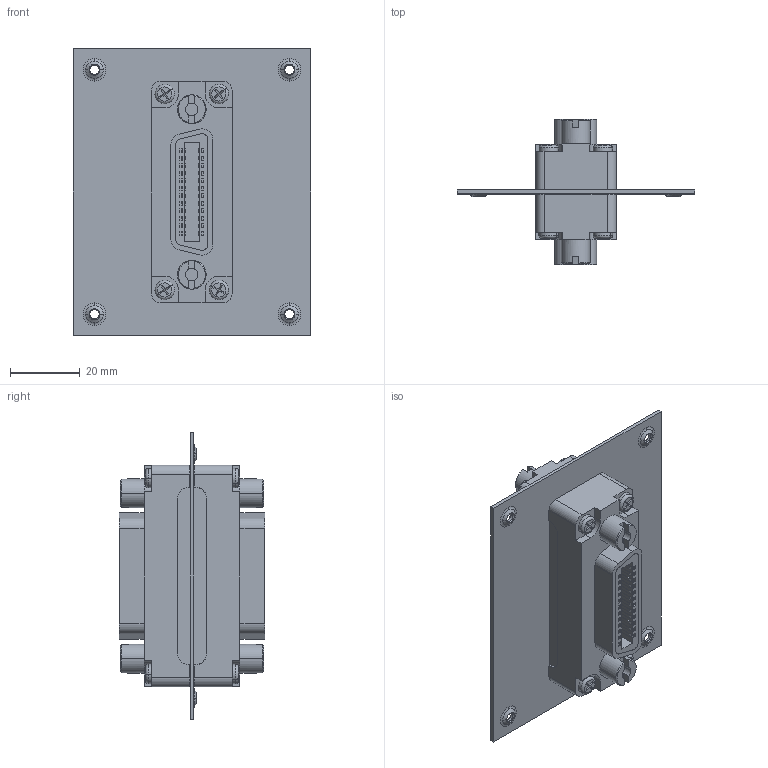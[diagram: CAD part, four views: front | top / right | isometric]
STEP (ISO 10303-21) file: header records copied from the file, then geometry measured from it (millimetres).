
FILE_DESCRIPTION (( 'STEP AP214' ), '1' );
FILE_NAME ('USP24BFRB.STEP', '2007-12-03T16:14:02', ( ' ' ), ( ' ' ), 'SwSTEP 2.0', 'SolidWorks 2007', '' );
FILE_SCHEMA (( 'AUTOMOTIVE_DESIGN' ));
Length unit declared in the file: inch
Products named in the file (7): USP24BFR-MA3; 3AA06-006; USP24BFR-MA2; 1AR16-005; USP24BFRB; 3AA01-003_3AA01-003-375; 3AB05-007
Assembly tree (17 placements, depth 3):
  USP24BFRB
    USP24BFR-MA2
      3AA01-003_3AA01-003-375  x8
      3AB05-007  x2
      3AA06-006  x4
      USP24BFR-MA3
    1AR16-005
Bounding box: 68.07 x 41.66 x 82.04 mm (x, y, z)
Volume: 48036.3 mm3; surface area: 25838.9 mm2
Topology: 16 solids, 16 shells, 1151 faces, 2905 edges, 1902 vertices
Faces by surface type: plane 905, cylinder 116, cone 98, torus 32
Entity records: 22865 total; most frequent: CARTESIAN_POINT 3117, ORIENTED_EDGE 2998, DIRECTION 2925, EDGE_CURVE 1499, VECTOR 1235, LINE 1235, VERTEX_POINT 989, AXIS2_PLACEMENT_3D 845
